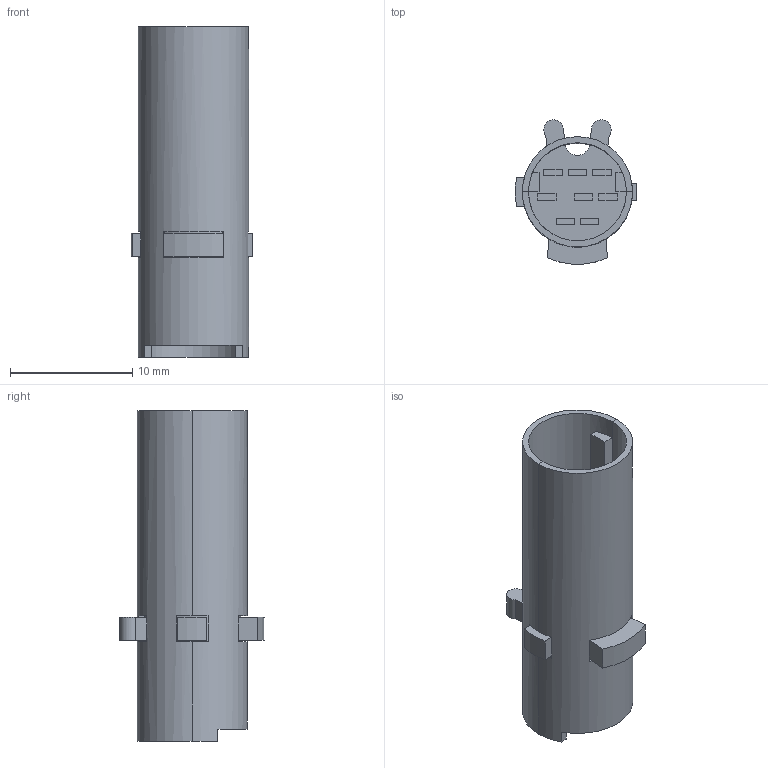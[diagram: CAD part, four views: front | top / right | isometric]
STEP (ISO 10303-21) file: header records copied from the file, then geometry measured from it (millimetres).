
FILE_DESCRIPTION(/* description */ (''),/* implementation_level */ '2;1');
FILE_NAME(/* name */ 'Mini DIN 8 pin.step',/* time_stamp */ '2021-08-24T01:07:56-04:00',/* author */ (''),/* organization */ (''),/* preprocessor_version */ 'ST-DEVELOPER v18.1',/* originating_system */ 'Autodesk Translation Framework v10.9.0.1377',/* authorisation */ '');
FILE_SCHEMA (('AUTOMOTIVE_DESIGN { 1 0 10303 214 3 1 1 }'));
Length unit declared in the file: millimetre
Products named in the file (3): Mini DIN 8 pin; Shield Top; Shield Bottom
Assembly tree (2 placements, depth 2):
  Mini DIN 8 pin
    Shield Top
    Shield Bottom
Bounding box: 9.93 x 11.78 x 27 mm (x, y, z)
Volume: 673.8 mm3; surface area: 1989.5 mm2
Topology: 3 solids, 3 shells, 193 faces, 472 edges, 304 vertices
Faces by surface type: plane 183, cylinder 10
Entity records: 5721 total; most frequent: CARTESIAN_POINT 974, ORIENTED_EDGE 944, DIRECTION 938, EDGE_CURVE 472, LINE 402, VECTOR 402, VERTEX_POINT 304, AXIS2_PLACEMENT_3D 268
